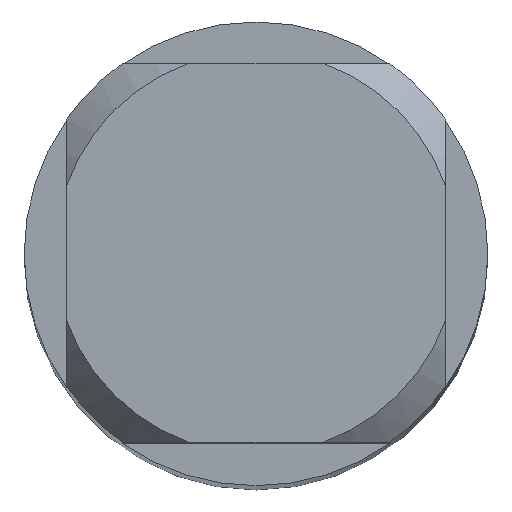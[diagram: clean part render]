
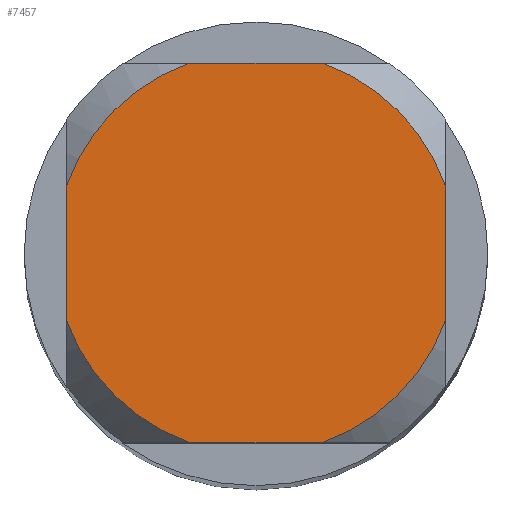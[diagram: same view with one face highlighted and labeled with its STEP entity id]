
A CAD part, top view. The second image highlights one B-rep face of the part: STEP entity #7457.
In plain terms, the highlighted planar face has unit normal (0, 0, 1).
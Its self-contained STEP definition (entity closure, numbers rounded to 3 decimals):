
#3171=VERTEX_POINT('',#8559);
#3301=EDGE_CURVE('',#7649,#7053,#8696,.T.);
#3379=VERTEX_POINT('',#8782);
#3405=EDGE_CURVE('',#3681,#3981,#8810,.T.);
#3547=EDGE_CURVE('',#4735,#3379,#8960,.T.);
#3579=VERTEX_POINT('',#8994);
#3681=VERTEX_POINT('',#9107);
#3811=EDGE_CURVE('',#7649,#3379,#9248,.T.);
#3981=VERTEX_POINT('',#9431);
#4735=VERTEX_POINT('',#10250);
#4943=EDGE_CURVE('',#3681,#7053,#10479,.T.);
#5295=EDGE_CURVE('',#3579,#3981,#10866,.T.);
#7053=VERTEX_POINT('',#12773);
#7165=EDGE_CURVE('',#4735,#3171,#12895,.T.);
#7409=EDGE_CURVE('',#3579,#3171,#13161,.T.);
#7457=ADVANCED_FACE('',(#13212),#13213,.T.);
#7649=VERTEX_POINT('',#13423);
#8559=CARTESIAN_POINT('',(0.87,-2.45,0.0));
#8696=CIRCLE('',#15097,2.6);
#8782=CARTESIAN_POINT('',(-2.45,-0.87,0.0));
#8810=CIRCLE('',#15308,2.6);
#8960=CIRCLE('',#15624,2.6);
#8994=CARTESIAN_POINT('',(2.45,-0.87,0.0));
#9107=CARTESIAN_POINT('',(0.87,2.45,0.0));
#9248=LINE('',#16099,#16100);
#9431=CARTESIAN_POINT('',(2.45,0.87,0.0));
#10250=CARTESIAN_POINT('',(-0.87,-2.45,0.0));
#10479=LINE('',#18616,#18617);
#10866=LINE('',#19240,#19241);
#12773=CARTESIAN_POINT('',(-0.87,2.45,0.0));
#12895=LINE('',#23056,#23057);
#13161=CIRCLE('',#23564,2.6);
#13212=FACE_OUTER_BOUND('',#23651,.T.);
#13213=PLANE('',#23652);
#13423=CARTESIAN_POINT('',(-2.45,0.87,0.0));
#15097=AXIS2_PLACEMENT_3D('',#25406,#25407,#25408);
#15308=AXIS2_PLACEMENT_3D('',#25526,#25527,#25528);
#15624=AXIS2_PLACEMENT_3D('',#25644,#25645,#25646);
#16099=CARTESIAN_POINT('',(-2.45,0.65,0.0));
#16100=VECTOR('',#25927,1.0);
#18616=CARTESIAN_POINT('',(0.0,2.45,0.0));
#18617=VECTOR('',#27433,1.0);
#19240=CARTESIAN_POINT('',(2.45,0.65,0.0));
#19241=VECTOR('',#27837,1.0);
#23056=CARTESIAN_POINT('',(0.0,-2.45,0.0));
#23057=VECTOR('',#29956,1.0);
#23564=AXIS2_PLACEMENT_3D('',#30347,#30348,#30349);
#23651=EDGE_LOOP('',(#30395,#30396,#30397,#30398,#30399,#30400,#30401,#30402));
#23652=AXIS2_PLACEMENT_3D('',#30403,#30404,#30405);
#25406=CARTESIAN_POINT('',(0.0,0.0,0.0));
#25407=DIRECTION('',(0.0,0.0,-1.0));
#25408=DIRECTION('',(0.0,1.0,0.0));
#25526=CARTESIAN_POINT('',(0.0,0.0,0.0));
#25527=DIRECTION('',(0.0,0.0,-1.0));
#25528=DIRECTION('',(0.0,1.0,0.0));
#25644=CARTESIAN_POINT('',(0.0,0.0,0.0));
#25645=DIRECTION('',(0.0,0.0,-1.0));
#25646=DIRECTION('',(0.0,1.0,0.0));
#25927=DIRECTION('',(-0.0,-1.0,0.0));
#27433=DIRECTION('',(-1.0,0.0,0.0));
#27837=DIRECTION('',(-0.0,1.0,0.0));
#29956=DIRECTION('',(1.0,0.0,0.0));
#30347=CARTESIAN_POINT('',(0.0,0.0,0.0));
#30348=DIRECTION('',(0.0,0.0,-1.0));
#30349=DIRECTION('',(0.0,1.0,0.0));
#30395=ORIENTED_EDGE('',*,*,#3811,.T.);
#30396=ORIENTED_EDGE('',*,*,#3547,.F.);
#30397=ORIENTED_EDGE('',*,*,#7165,.T.);
#30398=ORIENTED_EDGE('',*,*,#7409,.F.);
#30399=ORIENTED_EDGE('',*,*,#5295,.T.);
#30400=ORIENTED_EDGE('',*,*,#3405,.F.);
#30401=ORIENTED_EDGE('',*,*,#4943,.T.);
#30402=ORIENTED_EDGE('',*,*,#3301,.F.);
#30403=CARTESIAN_POINT('',(0.0,1.3,0.0));
#30404=DIRECTION('',(-0.0,0.0,1.0));
#30405=DIRECTION('',(0.0,-1.0,0.0));
